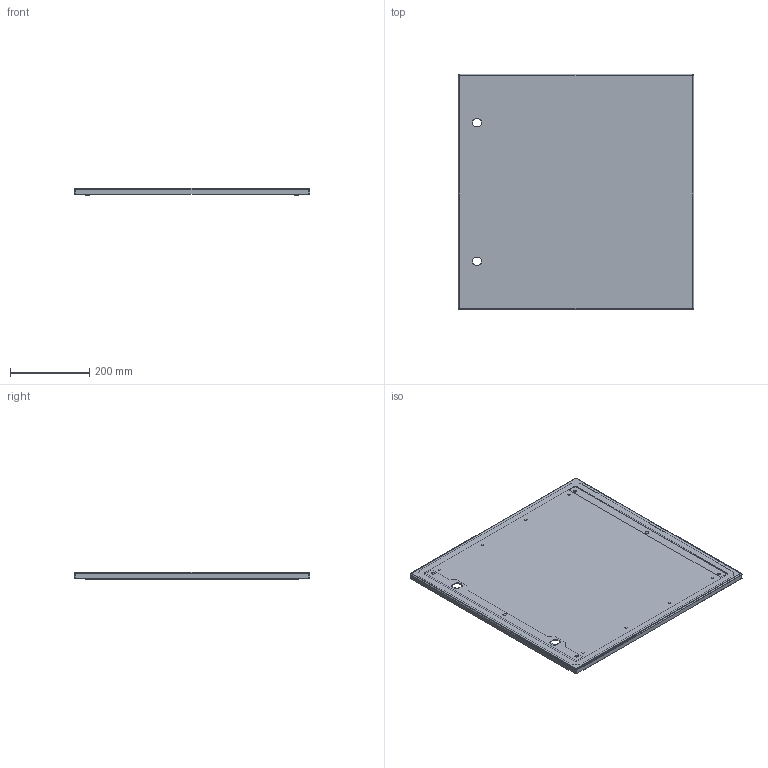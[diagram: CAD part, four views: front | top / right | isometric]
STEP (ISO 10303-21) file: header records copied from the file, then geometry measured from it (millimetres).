
FILE_DESCRIPTION(/* description */ (''),/* implementation_level */ '2;1');
FILE_NAME(/* name */ 'INXPO6060.stp',/* time_stamp */ '2017-05-04T17:03:33+02:00',/* author */ (''),/* organization */ (''),/* preprocessor_version */ 'ST-DEVELOPER v15',/* originating_system */ 'SIEMENS PLM Software NX 9.0',/* authorisation */ '');
FILE_SCHEMA (('CONFIG_CONTROL_DESIGN'));
Length unit declared in the file: millimetre
Products named in the file (8): 55514_BISAGRA_PUERTA_ARGENTA_26492268; JUNTA_SILICONA_606024842267; Puerta_600X600_RF18962264; X6X67152_REFUERZO_A=60015192263; X6X67152_1_REFUERZO_A=6009542261; TUERCA_M6_ESTRIADA7422266; PUERTA_INOX4122273; INXPO6060_stp
Assembly tree (12 placements, depth 3):
  INXPO6060_stp
    PUERTA_INOX4122273
      TUERCA_M6_ESTRIADA7422266  x6
      X6X67152_1_REFUERZO_A=6009542261
      X6X67152_REFUERZO_A=60015192263
      Puerta_600X600_RF18962264
      JUNTA_SILICONA_606024842267
      55514_BISAGRA_PUERTA_ARGENTA_26492268
Bounding box: 595 x 595 x 18.25 mm (x, y, z)
Volume: 875582.1 mm3; surface area: 979141.5 mm2
Topology: 24 solids, 24 shells, 472 faces, 1167 edges, 750 vertices
Faces by surface type: plane 235, cylinder 196, cone 26, sphere 8, bspline 7
Full cylindrical faces by diameter (mm): 5.2 x19, 5.25 x21, 6 x14, 6.5 x13, 8.5 x3
Entity records: 13067 total; most frequent: CARTESIAN_POINT 2415, DIRECTION 1982, ORIENTED_EDGE 1978, EDGE_CURVE 989, AXIS2_PLACEMENT_3D 767, VERTEX_POINT 640, EDGE_LOOP 529, LINE 448
